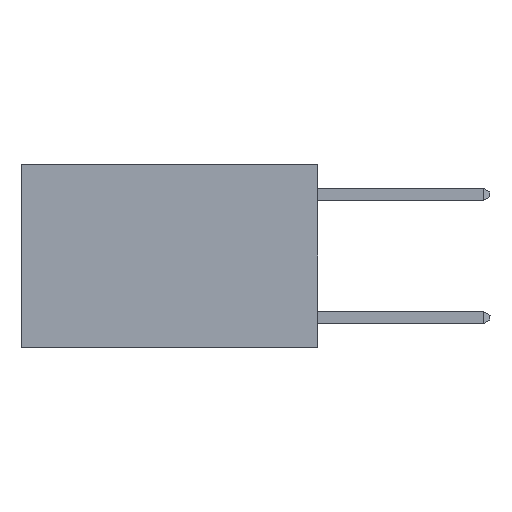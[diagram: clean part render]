
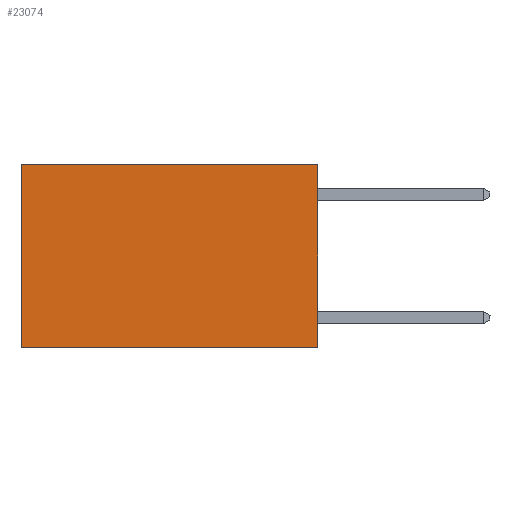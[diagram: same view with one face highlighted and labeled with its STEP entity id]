
A CAD part, left-side view. The second image highlights one B-rep face of the part: STEP entity #23074.
In plain terms, the highlighted planar face has unit normal (-1, 0, 0).
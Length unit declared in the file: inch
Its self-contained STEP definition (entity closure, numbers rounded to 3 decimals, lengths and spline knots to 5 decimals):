
#1376 = DIRECTION ( 'NONE',  ( 0., 1., 0. ) ) ;
#1754 = VECTOR ( 'NONE', #22272, 39.37008 ) ;
#5700 = EDGE_CURVE ( 'NONE', #14504, #8459, #10977, .T. ) ;
#6146 = CARTESIAN_POINT ( 'NONE',  ( 0.2625, 0., 0. ) ) ;
#6530 = EDGE_CURVE ( 'NONE', #14504, #10378, #6676, .T. ) ;
#6676 = LINE ( 'NONE', #27381, #24763 ) ;
#8140 = CARTESIAN_POINT ( 'NONE',  ( 0.2625, 0., 0. ) ) ;
#8459 = VERTEX_POINT ( 'NONE', #13847 ) ;
#9133 = CARTESIAN_POINT ( 'NONE',  ( 0.2625, 0., -0.37 ) ) ;
#9289 = DIRECTION ( 'NONE',  ( 0., 0., -1. ) ) ;
#10217 = EDGE_CURVE ( 'NONE', #8459, #25931, #13808, .T. ) ;
#10378 = VERTEX_POINT ( 'NONE', #9133 ) ;
#10977 = LINE ( 'NONE', #8140, #17041 ) ;
#11509 = CARTESIAN_POINT ( 'NONE',  ( 0.2625, 0., 0. ) ) ;
#13286 = CARTESIAN_POINT ( 'NONE',  ( 0.2625, 0.6, 0. ) ) ;
#13659 = DIRECTION ( 'NONE',  ( 0., 0., -1. ) ) ;
#13678 = ORIENTED_EDGE ( 'NONE', *, *, #6530, .F. ) ;
#13808 = LINE ( 'NONE', #13286, #1754 ) ;
#13847 = CARTESIAN_POINT ( 'NONE',  ( 0.2625, 0.6, 0. ) ) ;
#14278 = FACE_OUTER_BOUND ( 'NONE', #23457, .T. ) ;
#14504 = VERTEX_POINT ( 'NONE', #6146 ) ;
#15384 = ORIENTED_EDGE ( 'NONE', *, *, #5700, .T. ) ;
#16079 = PLANE ( 'NONE',  #25387 ) ;
#16958 = CARTESIAN_POINT ( 'NONE',  ( 0.2625, 0., -0.37 ) ) ;
#17041 = VECTOR ( 'NONE', #1376, 39.37008 ) ;
#18889 = CARTESIAN_POINT ( 'NONE',  ( 0.2625, 0.6, -0.37 ) ) ;
#19178 = DIRECTION ( 'NONE',  ( 0., 1., 0. ) ) ;
#19199 = VECTOR ( 'NONE', #19178, 39.37008 ) ;
#22272 = DIRECTION ( 'NONE',  ( 0., 0., -1. ) ) ;
#22913 = DIRECTION ( 'NONE',  ( 1., 0., 0. ) ) ;
#23074 = ADVANCED_FACE ( 'NONE', ( #14278 ), #16079, .F. ) ;
#23457 = EDGE_LOOP ( 'NONE', ( #28099, #24196, #13678, #15384 ) ) ;
#24017 = EDGE_CURVE ( 'NONE', #10378, #25931, #25198, .T. ) ;
#24196 = ORIENTED_EDGE ( 'NONE', *, *, #24017, .F. ) ;
#24763 = VECTOR ( 'NONE', #13659, 39.37008 ) ;
#25198 = LINE ( 'NONE', #16958, #19199 ) ;
#25387 = AXIS2_PLACEMENT_3D ( 'NONE', #11509, #22913, #9289 ) ;
#25931 = VERTEX_POINT ( 'NONE', #18889 ) ;
#27381 = CARTESIAN_POINT ( 'NONE',  ( 0.2625, 0., 0. ) ) ;
#28099 = ORIENTED_EDGE ( 'NONE', *, *, #10217, .T. ) ;
